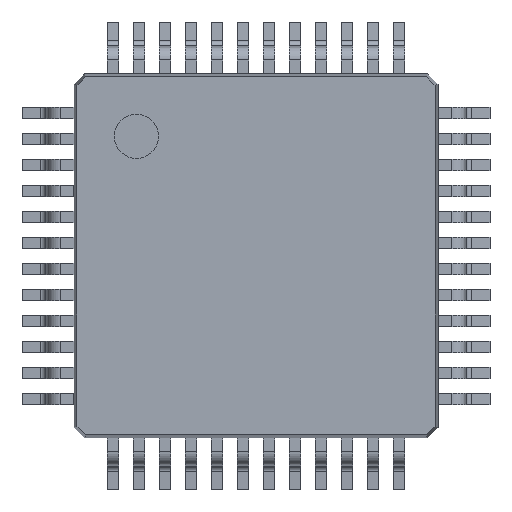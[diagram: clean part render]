
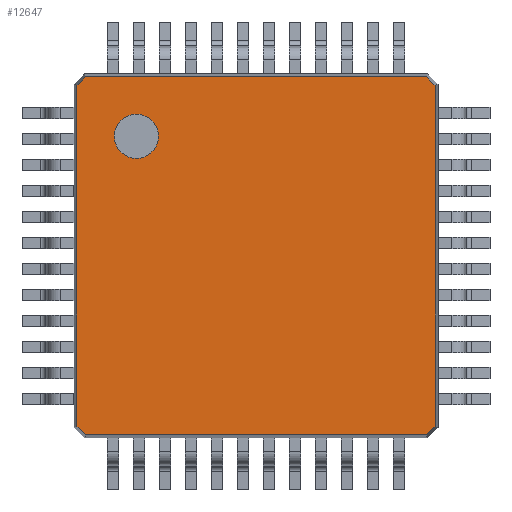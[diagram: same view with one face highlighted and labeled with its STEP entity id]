
A CAD part, top view. The second image highlights one B-rep face of the part: STEP entity #12647.
In plain terms, the highlighted planar face has unit normal (0, 0, 1).
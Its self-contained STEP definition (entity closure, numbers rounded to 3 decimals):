
#13=FACE_BOUND('',#2091,.T.);
#498=CIRCLE('',#13769,0.425);
#1390=FACE_OUTER_BOUND('',#2090,.T.);
#2090=EDGE_LOOP('',(#11432,#11433,#11434,#11435,#11436,#11437,#11438,#11439));
#2091=EDGE_LOOP('',(#11440));
#3479=LINE('',#21016,#4880);
#3482=LINE('',#21021,#4883);
#3484=LINE('',#21025,#4885);
#3486=LINE('',#21029,#4887);
#3488=LINE('',#21033,#4889);
#3490=LINE('',#21037,#4891);
#3492=LINE('',#21041,#4893);
#3493=LINE('',#21043,#4894);
#4880=VECTOR('',#17339,1000.);
#4883=VECTOR('',#17344,1000.);
#4885=VECTOR('',#17348,1000.);
#4887=VECTOR('',#17352,1000.);
#4889=VECTOR('',#17356,1000.);
#4891=VECTOR('',#17360,1000.);
#4893=VECTOR('',#17364,1000.);
#4894=VECTOR('',#17367,1000.);
#6048=VERTEX_POINT('',#20928);
#6073=VERTEX_POINT('',#21013);
#6074=VERTEX_POINT('',#21015);
#6075=VERTEX_POINT('',#21019);
#6076=VERTEX_POINT('',#21023);
#6077=VERTEX_POINT('',#21027);
#6078=VERTEX_POINT('',#21031);
#6079=VERTEX_POINT('',#21035);
#6080=VERTEX_POINT('',#21039);
#7811=EDGE_CURVE('',#6048,#6048,#498,.T.);
#7853=EDGE_CURVE('',#6074,#6073,#3479,.T.);
#7856=EDGE_CURVE('',#6073,#6075,#3482,.T.);
#7858=EDGE_CURVE('',#6075,#6076,#3484,.T.);
#7860=EDGE_CURVE('',#6076,#6077,#3486,.T.);
#7862=EDGE_CURVE('',#6077,#6078,#3488,.T.);
#7864=EDGE_CURVE('',#6078,#6079,#3490,.T.);
#7866=EDGE_CURVE('',#6079,#6080,#3492,.T.);
#7867=EDGE_CURVE('',#6080,#6074,#3493,.T.);
#11432=ORIENTED_EDGE('',*,*,#7853,.T.);
#11433=ORIENTED_EDGE('',*,*,#7856,.T.);
#11434=ORIENTED_EDGE('',*,*,#7858,.T.);
#11435=ORIENTED_EDGE('',*,*,#7860,.T.);
#11436=ORIENTED_EDGE('',*,*,#7862,.T.);
#11437=ORIENTED_EDGE('',*,*,#7864,.T.);
#11438=ORIENTED_EDGE('',*,*,#7866,.T.);
#11439=ORIENTED_EDGE('',*,*,#7867,.T.);
#11440=ORIENTED_EDGE('',*,*,#7811,.F.);
#11947=PLANE('',#13795);
#12647=ADVANCED_FACE('',(#1390,#13),#11947,.T.);
#13769=AXIS2_PLACEMENT_3D('',#20930,#17260,#17261);
#13795=AXIS2_PLACEMENT_3D('',#21044,#17368,#17369);
#17260=DIRECTION('center_axis',(0.,0.,
1.));
#17261=DIRECTION('ref_axis',(-1.,0.,0.));
#17339=DIRECTION('',(-0.707,0.707,0.));
#17344=DIRECTION('',(-1.,0.,0.));
#17348=DIRECTION('',(-0.707,-0.707,0.));
#17352=DIRECTION('',(0.,-1.,0.));
#17356=DIRECTION('',(0.707,-0.707,0.));
#17360=DIRECTION('',(1.,0.,0.));
#17364=DIRECTION('',(0.707,0.707,0.));
#17367=DIRECTION('',(0.,1.,0.));
#17368=DIRECTION('center_axis',(0.,0.,
1.));
#17369=DIRECTION('ref_axis',(-1.,0.,0.));
#20928=CARTESIAN_POINT('',(-1.869,2.362,1.599));
#20930=CARTESIAN_POINT('Origin',(-2.294,2.362,1.599));
#21013=CARTESIAN_POINT('',(3.283,3.505,1.599));
#21015=CARTESIAN_POINT('',(3.45,3.338,1.599));
#21016=CARTESIAN_POINT('',(3.466,3.322,1.599));
#21019=CARTESIAN_POINT('',(-3.271,3.505,1.599));
#21021=CARTESIAN_POINT('',(3.306,3.505,1.599));
#21023=CARTESIAN_POINT('',(-3.438,3.338,1.599));
#21025=CARTESIAN_POINT('',(-3.254,3.522,1.599));
#21027=CARTESIAN_POINT('',(-3.438,-3.215,1.599));
#21029=CARTESIAN_POINT('',(-3.438,3.362,1.599));
#21031=CARTESIAN_POINT('',(-3.271,-3.382,1.599));
#21033=CARTESIAN_POINT('',(-3.454,-3.199,1.599));
#21035=CARTESIAN_POINT('',(3.283,-3.382,1.599));
#21037=CARTESIAN_POINT('',(-3.294,-3.382,1.599));
#21039=CARTESIAN_POINT('',(3.45,-3.215,1.599));
#21041=CARTESIAN_POINT('',(3.266,-3.399,1.599));
#21043=CARTESIAN_POINT('',(3.45,-3.238,1.599));
#21044=CARTESIAN_POINT('Origin',(0.006,0.062,
1.599));
